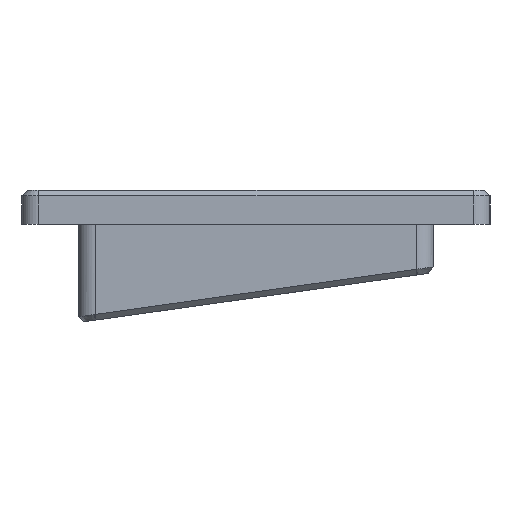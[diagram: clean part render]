
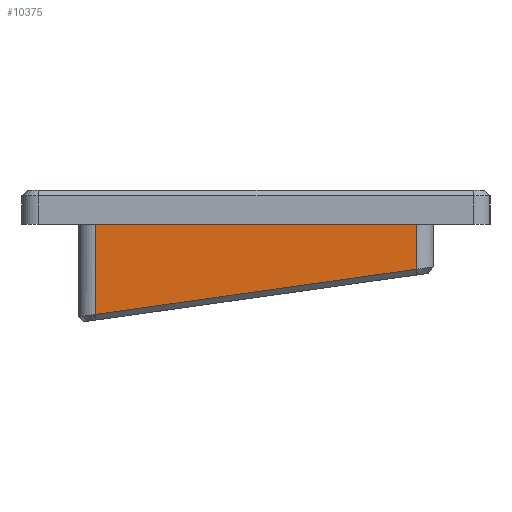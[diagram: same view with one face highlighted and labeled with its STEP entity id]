
A CAD part, left-side view. The second image highlights one B-rep face of the part: STEP entity #10375.
In plain terms, the highlighted planar face has unit normal (-1, 0, 0).
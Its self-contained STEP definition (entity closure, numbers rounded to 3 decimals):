
#1096=B_SPLINE_CURVE_WITH_KNOTS('',3,(#26762,#26763,#26764,#26765),
 .UNSPECIFIED.,.F.,.F.,(4,4),(1.524,1.571),
 .UNSPECIFIED.);
#2045=FACE_OUTER_BOUND('',#2794,.T.);
#2794=EDGE_LOOP('',(#9409,#9410,#9411,#9412,#9413));
#3418=LINE('',#26665,#4049);
#3427=LINE('',#26794,#4058);
#3428=LINE('',#26798,#4059);
#3429=LINE('',#26799,#4060);
#4049=VECTOR('',#12594,10.);
#4058=VECTOR('',#12609,10.);
#4059=VECTOR('',#12614,10.);
#4060=VECTOR('',#12615,10.);
#4967=VERTEX_POINT('',#26661);
#4968=VERTEX_POINT('',#26663);
#4969=VERTEX_POINT('',#26706);
#4975=VERTEX_POINT('',#26793);
#4976=VERTEX_POINT('',#26797);
#6446=EDGE_CURVE('',#4968,#4967,#3418,.T.);
#6455=EDGE_CURVE('',#4969,#4968,#1096,.T.);
#6460=EDGE_CURVE('',#4975,#4967,#3427,.T.);
#6462=EDGE_CURVE('',#4976,#4969,#3428,.T.);
#6463=EDGE_CURVE('',#4975,#4976,#3429,.T.);
#9409=ORIENTED_EDGE('',*,*,#6446,.F.);
#9410=ORIENTED_EDGE('',*,*,#6455,.F.);
#9411=ORIENTED_EDGE('',*,*,#6462,.F.);
#9412=ORIENTED_EDGE('',*,*,#6463,.F.);
#9413=ORIENTED_EDGE('',*,*,#6460,.T.);
#9714=PLANE('',#10925);
#10375=ADVANCED_FACE('',(#2045),#9714,.T.);
#10925=AXIS2_PLACEMENT_3D('',#26796,#12612,#12613);
#12594=DIRECTION('',(0.,0.99,-0.139));
#12609=DIRECTION('',(0.,0.,-1.));
#12612=DIRECTION('center_axis',(-1.,0.,0.));
#12613=DIRECTION('ref_axis',(0.,1.,0.));
#12614=DIRECTION('',(0.,0.,-1.));
#12615=DIRECTION('',(0.,-1.,0.));
#26661=CARTESIAN_POINT('',(-49.726,71.172,31.693));
#26663=CARTESIAN_POINT('',(-49.726,42.732,35.69));
#26665=CARTESIAN_POINT('',(-49.726,41.602,35.849));
#26706=CARTESIAN_POINT('',(-49.726,42.663,35.7));
#26762=CARTESIAN_POINT('Ctrl Pts',(-49.726,42.663,35.7));
#26763=CARTESIAN_POINT('Ctrl Pts',(-49.726,42.686,35.696));
#26764=CARTESIAN_POINT('Ctrl Pts',(-49.726,42.709,35.693));
#26765=CARTESIAN_POINT('Ctrl Pts',(-49.726,42.732,35.69));
#26793=CARTESIAN_POINT('',(-49.726,71.172,39.7));
#26794=CARTESIAN_POINT('',(-49.726,71.172,39.7));
#26796=CARTESIAN_POINT('Origin',(-49.726,42.663,39.7));
#26797=CARTESIAN_POINT('',(-49.726,42.663,39.7));
#26798=CARTESIAN_POINT('',(-49.726,42.663,39.7));
#26799=CARTESIAN_POINT('',(-49.726,49.79,39.7));
